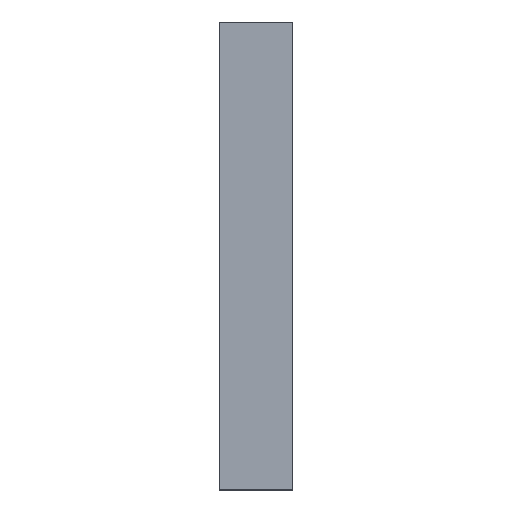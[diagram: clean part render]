
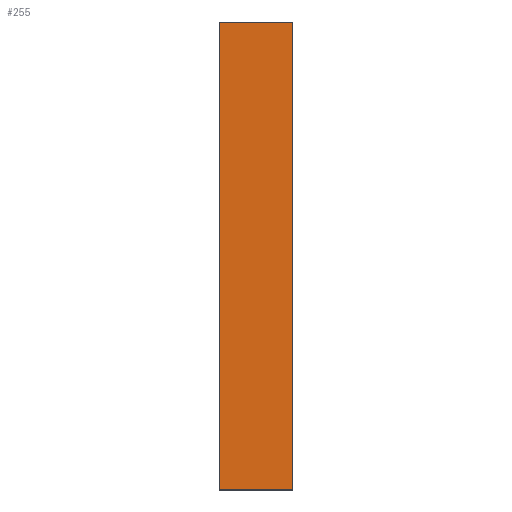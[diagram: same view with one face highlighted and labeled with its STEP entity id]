
A CAD part, left-side view. The second image highlights one B-rep face of the part: STEP entity #255.
In plain terms, the highlighted planar face has unit normal (-1, 0, 0).
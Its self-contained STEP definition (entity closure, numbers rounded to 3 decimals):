
#27 = EDGE_CURVE ( 'NONE', #78, #176, #40, .T. ) ;
#34 = CARTESIAN_POINT ( 'NONE',  ( -127., 6., 19.05 ) ) ;
#37 = PLANE ( 'NONE',  #51 ) ;
#40 = LINE ( 'NONE', #63, #203 ) ;
#51 = AXIS2_PLACEMENT_3D ( 'NONE', #138, #156, #115 ) ;
#53 = EDGE_CURVE ( 'NONE', #78, #190, #165, .T. ) ;
#55 = LINE ( 'NONE', #34, #127 ) ;
#63 = CARTESIAN_POINT ( 'NONE',  ( -127., 6., -19.05 ) ) ;
#67 = VECTOR ( 'NONE', #240, 1000. ) ;
#68 = CARTESIAN_POINT ( 'NONE',  ( -127., 6., 19.05 ) ) ;
#78 = VERTEX_POINT ( 'NONE', #150 ) ;
#79 = CARTESIAN_POINT ( 'NONE',  ( -127., 0., 19.05 ) ) ;
#81 = EDGE_LOOP ( 'NONE', ( #120, #133, #180, #84 ) ) ;
#84 = ORIENTED_EDGE ( 'NONE', *, *, #27, .T. ) ;
#92 = CARTESIAN_POINT ( 'NONE',  ( -127., 0., -19.05 ) ) ;
#103 = DIRECTION ( 'NONE',  ( 0., -1., 0. ) ) ;
#115 = DIRECTION ( 'NONE',  ( 0., 0., -1. ) ) ;
#120 = ORIENTED_EDGE ( 'NONE', *, *, #249, .T. ) ;
#121 = DIRECTION ( 'NONE',  ( 0., -1., 0. ) ) ;
#127 = VECTOR ( 'NONE', #103, 1000. ) ;
#133 = ORIENTED_EDGE ( 'NONE', *, *, #208, .F. ) ;
#138 = CARTESIAN_POINT ( 'NONE',  ( -127., 6., 19.05 ) ) ;
#150 = CARTESIAN_POINT ( 'NONE',  ( -127., 6., -19.05 ) ) ;
#156 = DIRECTION ( 'NONE',  ( 1., 0., 0. ) ) ;
#158 = VERTEX_POINT ( 'NONE', #79 ) ;
#165 = LINE ( 'NONE', #68, #67 ) ;
#170 = FACE_OUTER_BOUND ( 'NONE', #81, .T. ) ;
#176 = VERTEX_POINT ( 'NONE', #92 ) ;
#180 = ORIENTED_EDGE ( 'NONE', *, *, #53, .F. ) ;
#190 = VERTEX_POINT ( 'NONE', #212 ) ;
#192 = DIRECTION ( 'NONE',  ( 0., 0., 1. ) ) ;
#196 = LINE ( 'NONE', #216, #247 ) ;
#203 = VECTOR ( 'NONE', #121, 1000. ) ;
#208 = EDGE_CURVE ( 'NONE', #190, #158, #55, .T. ) ;
#212 = CARTESIAN_POINT ( 'NONE',  ( -127., 6., 19.05 ) ) ;
#216 = CARTESIAN_POINT ( 'NONE',  ( -127., 0., 19.05 ) ) ;
#240 = DIRECTION ( 'NONE',  ( 0., 0., 1. ) ) ;
#247 = VECTOR ( 'NONE', #192, 1000. ) ;
#249 = EDGE_CURVE ( 'NONE', #176, #158, #196, .T. ) ;
#255 = ADVANCED_FACE ( 'NONE', ( #170 ), #37, .F. ) ;
